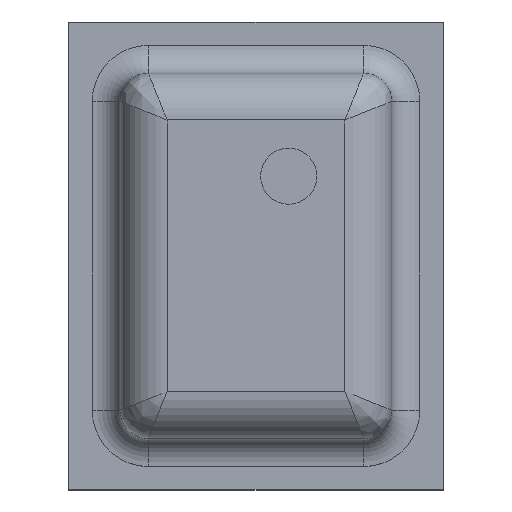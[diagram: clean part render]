
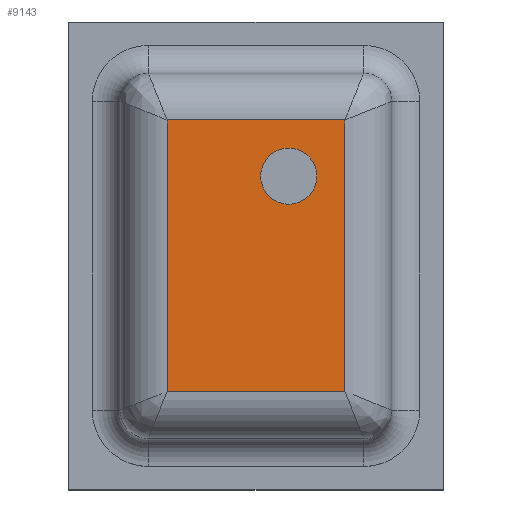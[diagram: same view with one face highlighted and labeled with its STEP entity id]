
A CAD part, top view. The second image highlights one B-rep face of the part: STEP entity #9143.
In plain terms, the highlighted planar face has unit normal (0, 0, 1).
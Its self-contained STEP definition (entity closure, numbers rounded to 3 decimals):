
#43 = VERTEX_POINT ( 'NONE', #12563 ) ;
#156 = CARTESIAN_POINT ( 'NONE',  ( 0.175, 0.425, 0.96 ) ) ;
#314 = EDGE_CURVE ( 'NONE', #43, #3994, #13163, .T. ) ;
#1192 = DIRECTION ( 'NONE',  ( 1., 0., 0. ) ) ;
#1544 = VERTEX_POINT ( 'NONE', #11209 ) ;
#1951 = EDGE_LOOP ( 'NONE', ( #7556, #4086 ) ) ;
#2287 = CARTESIAN_POINT ( 'NONE',  ( -0.475, 0.725, 0.96 ) ) ;
#2316 = AXIS2_PLACEMENT_3D ( 'NONE', #156, #13669, #1192 ) ;
#2594 = DIRECTION ( 'NONE',  ( 0., 0., 1. ) ) ;
#3069 = EDGE_CURVE ( 'NONE', #1544, #6383, #6864, .T. ) ;
#3247 = DIRECTION ( 'NONE',  ( 0., 1., 0. ) ) ;
#3416 = CARTESIAN_POINT ( 'NONE',  ( 0.575, 0.825, 0.96 ) ) ;
#3856 = VERTEX_POINT ( 'NONE', #5477 ) ;
#3887 = DIRECTION ( 'NONE',  ( 0., 0., 1. ) ) ;
#3994 = VERTEX_POINT ( 'NONE', #4805 ) ;
#4086 = ORIENTED_EDGE ( 'NONE', *, *, #314, .F. ) ;
#4351 = LINE ( 'NONE', #8853, #13958 ) ;
#4515 = PLANE ( 'NONE',  #5868 ) ;
#4805 = CARTESIAN_POINT ( 'NONE',  ( 0.325, 0.425, 0.96 ) ) ;
#4973 = CARTESIAN_POINT ( 'NONE',  ( 0.175, 0.425, 0.96 ) ) ;
#5097 = CARTESIAN_POINT ( 'NONE',  ( -0.475, -0.825, 0.96 ) ) ;
#5411 = DIRECTION ( 'NONE',  ( -1., 0., 0. ) ) ;
#5477 = CARTESIAN_POINT ( 'NONE',  ( 0.475, 0.725, 0.96 ) ) ;
#5868 = AXIS2_PLACEMENT_3D ( 'NONE', #3416, #2594, #12544 ) ;
#6188 = AXIS2_PLACEMENT_3D ( 'NONE', #4973, #3887, #8444 ) ;
#6253 = DIRECTION ( 'NONE',  ( 1., 0., 0. ) ) ;
#6383 = VERTEX_POINT ( 'NONE', #9539 ) ;
#6384 = EDGE_CURVE ( 'NONE', #12897, #1544, #9386, .T. ) ;
#6752 = CARTESIAN_POINT ( 'NONE',  ( -0.575, 0.725, 0.96 ) ) ;
#6864 = LINE ( 'NONE', #10537, #7364 ) ;
#7337 = EDGE_LOOP ( 'NONE', ( #8791, #10848, #10005, #8905 ) ) ;
#7354 = EDGE_CURVE ( 'NONE', #6383, #3856, #4351, .T. ) ;
#7364 = VECTOR ( 'NONE', #6253, 1000. ) ;
#7556 = ORIENTED_EDGE ( 'NONE', *, *, #13347, .F. ) ;
#8444 = DIRECTION ( 'NONE',  ( 1., 0., 0. ) ) ;
#8791 = ORIENTED_EDGE ( 'NONE', *, *, #3069, .T. ) ;
#8853 = CARTESIAN_POINT ( 'NONE',  ( 0.475, 0.825, 0.96 ) ) ;
#8905 = ORIENTED_EDGE ( 'NONE', *, *, #6384, .T. ) ;
#9143 = ADVANCED_FACE ( 'NONE', ( #11597, #13740 ), #4515, .T. ) ;
#9386 = LINE ( 'NONE', #5097, #10767 ) ;
#9539 = CARTESIAN_POINT ( 'NONE',  ( 0.475, -0.725, 0.96 ) ) ;
#10005 = ORIENTED_EDGE ( 'NONE', *, *, #11317, .T. ) ;
#10537 = CARTESIAN_POINT ( 'NONE',  ( 0.575, -0.725, 0.96 ) ) ;
#10710 = DIRECTION ( 'NONE',  ( 0., -1., 0. ) ) ;
#10730 = VECTOR ( 'NONE', #5411, 1000. ) ;
#10767 = VECTOR ( 'NONE', #10710, 1000. ) ;
#10848 = ORIENTED_EDGE ( 'NONE', *, *, #7354, .T. ) ;
#11209 = CARTESIAN_POINT ( 'NONE',  ( -0.475, -0.725, 0.96 ) ) ;
#11317 = EDGE_CURVE ( 'NONE', #3856, #12897, #13468, .T. ) ;
#11597 = FACE_BOUND ( 'NONE', #1951, .T. ) ;
#12544 = DIRECTION ( 'NONE',  ( 1., 0., 0. ) ) ;
#12563 = CARTESIAN_POINT ( 'NONE',  ( 0.025, 0.425, 0.96 ) ) ;
#12897 = VERTEX_POINT ( 'NONE', #2287 ) ;
#13163 = CIRCLE ( 'NONE', #2316, 0.15 ) ;
#13257 = CIRCLE ( 'NONE', #6188, 0.15 ) ;
#13347 = EDGE_CURVE ( 'NONE', #3994, #43, #13257, .T. ) ;
#13468 = LINE ( 'NONE', #6752, #10730 ) ;
#13669 = DIRECTION ( 'NONE',  ( 0., 0., 1. ) ) ;
#13740 = FACE_OUTER_BOUND ( 'NONE', #7337, .T. ) ;
#13958 = VECTOR ( 'NONE', #3247, 1000. ) ;
